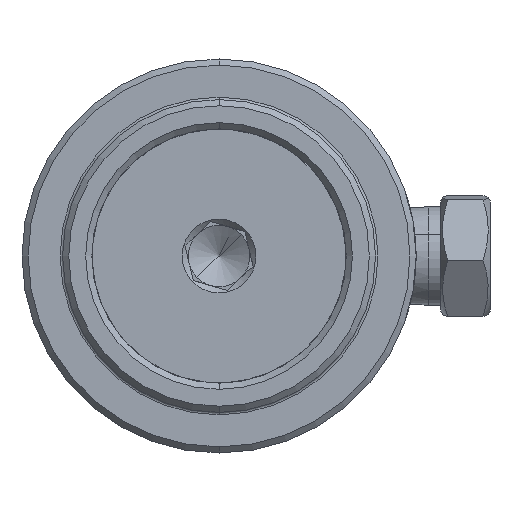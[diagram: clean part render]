
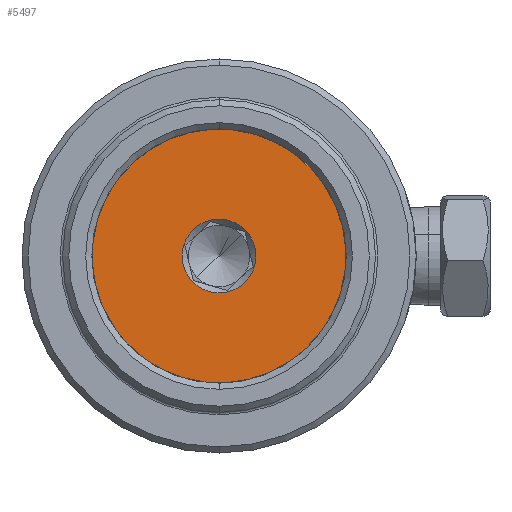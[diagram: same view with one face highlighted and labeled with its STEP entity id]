
A CAD part, front view. The second image highlights one B-rep face of the part: STEP entity #5497.
In plain terms, the highlighted planar face has unit normal (0, -1, 0).
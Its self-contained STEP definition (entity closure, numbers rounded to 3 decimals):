
#58 = FACE_OUTER_BOUND ( 'NONE', #12749, .T. ) ;
#237 = ORIENTED_EDGE ( 'NONE', *, *, #11550, .T. ) ;
#765 = CIRCLE ( 'NONE', #5101, 6. ) ;
#787 = VERTEX_POINT ( 'NONE', #11494 ) ;
#807 = CIRCLE ( 'NONE', #11763, 20.6 ) ;
#1471 = CIRCLE ( 'NONE', #11749, 6. ) ;
#1541 = CARTESIAN_POINT ( 'NONE',  ( 0., 0., -6. ) ) ;
#1869 = DIRECTION ( 'NONE',  ( 0., -1., 0. ) ) ;
#2843 = PLANE ( 'NONE',  #11529 ) ;
#2856 = CARTESIAN_POINT ( 'NONE',  ( 0., 0., 0. ) ) ;
#3176 = EDGE_CURVE ( 'NONE', #7117, #4376, #807, .T. ) ;
#3302 = DIRECTION ( 'NONE',  ( 0., 0., 1. ) ) ;
#4168 = CARTESIAN_POINT ( 'NONE',  ( 0., 0., 0. ) ) ;
#4220 = DIRECTION ( 'NONE',  ( 0., 1., 0. ) ) ;
#4350 = FACE_BOUND ( 'NONE', #9847, .T. ) ;
#4376 = VERTEX_POINT ( 'NONE', #12176 ) ;
#4603 = VERTEX_POINT ( 'NONE', #1541 ) ;
#4876 = CARTESIAN_POINT ( 'NONE',  ( 0., 0., 0. ) ) ;
#5101 = AXIS2_PLACEMENT_3D ( 'NONE', #2856, #4220, #3302 ) ;
#5497 = ADVANCED_FACE ( 'NONE', ( #4350, #58 ), #2843, .F. ) ;
#5695 = AXIS2_PLACEMENT_3D ( 'NONE', #8256, #12321, #9557 ) ;
#5702 = DIRECTION ( 'NONE',  ( 0., 0., 1. ) ) ;
#6084 = ORIENTED_EDGE ( 'NONE', *, *, #8192, .T. ) ;
#6668 = CARTESIAN_POINT ( 'NONE',  ( 0., 0., -20.6 ) ) ;
#7117 = VERTEX_POINT ( 'NONE', #6668 ) ;
#8192 = EDGE_CURVE ( 'NONE', #787, #4603, #765, .T. ) ;
#8256 = CARTESIAN_POINT ( 'NONE',  ( 0., 0., 0. ) ) ;
#8468 = CIRCLE ( 'NONE', #5695, 20.6 ) ;
#8768 = DIRECTION ( 'NONE',  ( 0., 0., 1. ) ) ;
#9557 = DIRECTION ( 'NONE',  ( 0., 0., 1. ) ) ;
#9794 = DIRECTION ( 'NONE',  ( 0., 1., 0. ) ) ;
#9847 = EDGE_LOOP ( 'NONE', ( #237, #6084 ) ) ;
#9852 = CARTESIAN_POINT ( 'NONE',  ( 0., 0., 0. ) ) ;
#10023 = DIRECTION ( 'NONE',  ( 0., 0., 1. ) ) ;
#11142 = ORIENTED_EDGE ( 'NONE', *, *, #3176, .T. ) ;
#11494 = CARTESIAN_POINT ( 'NONE',  ( 0., 0., 6. ) ) ;
#11529 = AXIS2_PLACEMENT_3D ( 'NONE', #9852, #11924, #8768 ) ;
#11550 = EDGE_CURVE ( 'NONE', #4603, #787, #1471, .T. ) ;
#11649 = ORIENTED_EDGE ( 'NONE', *, *, #11984, .T. ) ;
#11749 = AXIS2_PLACEMENT_3D ( 'NONE', #4876, #9794, #10023 ) ;
#11763 = AXIS2_PLACEMENT_3D ( 'NONE', #4168, #1869, #5702 ) ;
#11924 = DIRECTION ( 'NONE',  ( 0., 1., 0. ) ) ;
#11984 = EDGE_CURVE ( 'NONE', #4376, #7117, #8468, .T. ) ;
#12176 = CARTESIAN_POINT ( 'NONE',  ( 0., 0., 20.6 ) ) ;
#12321 = DIRECTION ( 'NONE',  ( 0., -1., 0. ) ) ;
#12749 = EDGE_LOOP ( 'NONE', ( #11649, #11142 ) ) ;
